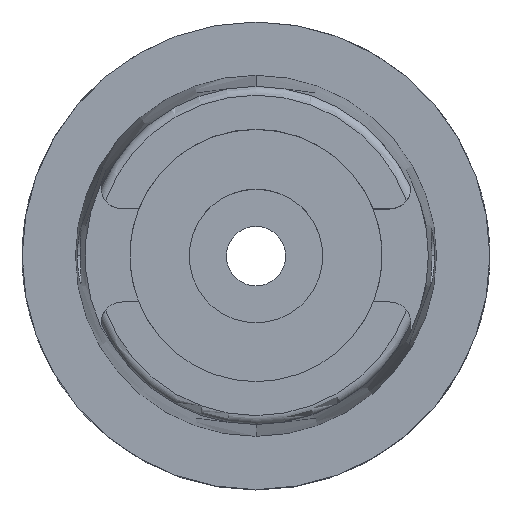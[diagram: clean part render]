
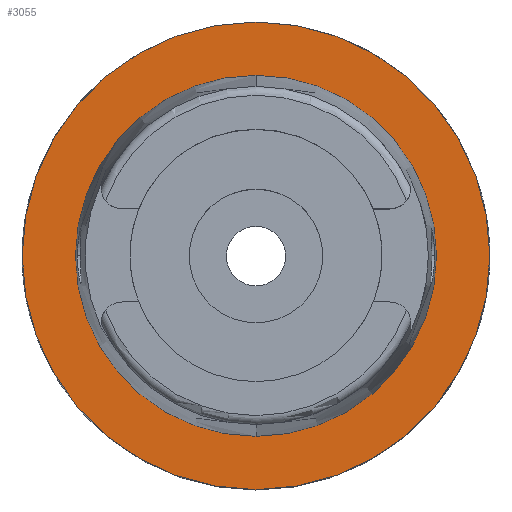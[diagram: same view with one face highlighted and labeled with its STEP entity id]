
A CAD part, top view. The second image highlights one B-rep face of the part: STEP entity #3055.
In plain terms, the highlighted planar face has unit normal (0, 0, 1).
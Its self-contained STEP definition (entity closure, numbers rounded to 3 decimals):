
#637=CARTESIAN_POINT('',(0.,0.,0.));
#638=DIRECTION('',(0.,0.,-1.));
#639=DIRECTION('',(0.,-1.,0.));
#640=AXIS2_PLACEMENT_3D('',#637,#638,#639);
#645=CARTESIAN_POINT('',(0.,0.,0.));
#646=DIRECTION('',(0.,0.,-1.));
#647=DIRECTION('',(0.,1.,0.));
#648=AXIS2_PLACEMENT_3D('',#645,#646,#647);
#653=CARTESIAN_POINT('',(0.,0.,0.));
#654=DIRECTION('',(0.,0.,1.));
#655=DIRECTION('',(0.,-1.,0.));
#656=AXIS2_PLACEMENT_3D('',#653,#654,#655);
#661=CARTESIAN_POINT('',(0.,0.,0.));
#662=DIRECTION('',(0.,0.,1.));
#663=DIRECTION('',(0.,1.,0.));
#664=AXIS2_PLACEMENT_3D('',#661,#662,#663);
#2407=CARTESIAN_POINT('',(0.,-24.315,0.));
#2408=VERTEX_POINT('',#2407);
#2409=CARTESIAN_POINT('',(0.,24.315,0.));
#2410=VERTEX_POINT('',#2409);
#2417=CARTESIAN_POINT('',(0.,-31.5,0.));
#2418=CARTESIAN_POINT('',(0.,31.5,0.));
#2419=VERTEX_POINT('',#2417);
#2420=VERTEX_POINT('',#2418);
#3040=CARTESIAN_POINT('',(0.,0.,0.));
#3041=DIRECTION('',(0.,0.,-1.));
#3042=DIRECTION('',(0.,-1.,0.));
#3043=AXIS2_PLACEMENT_3D('',#3040,#3041,#3042);
#3044=PLANE('',#3043);
#3046=ORIENTED_EDGE('',*,*,#3045,.T.);
#3048=ORIENTED_EDGE('',*,*,#3047,.T.);
#3049=EDGE_LOOP('',(#3046,#3048));
#3050=FACE_OUTER_BOUND('',#3049,.F.);
#3051=ORIENTED_EDGE('',*,*,#2913,.T.);
#3052=ORIENTED_EDGE('',*,*,#3014,.T.);
#3053=EDGE_LOOP('',(#3051,#3052));
#3054=FACE_BOUND('',#3053,.F.);
#641=CIRCLE('',#640,31.5);
#649=CIRCLE('',#648,31.5);
#657=CIRCLE('',#656,24.315);
#665=CIRCLE('',#664,24.315);
#2913=EDGE_CURVE('',#2408,#2410,#657,.T.);
#3014=EDGE_CURVE('',#2410,#2408,#665,.T.);
#3045=EDGE_CURVE('',#2419,#2420,#641,.T.);
#3047=EDGE_CURVE('',#2420,#2419,#649,.T.);
#3055=ADVANCED_FACE('',(#3050,#3054),#3044,.F.);
